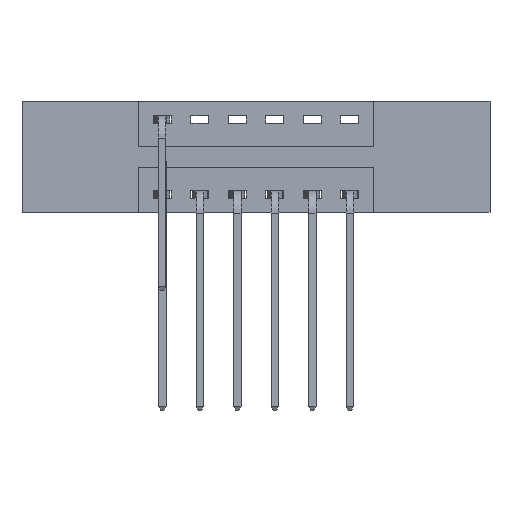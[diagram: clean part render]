
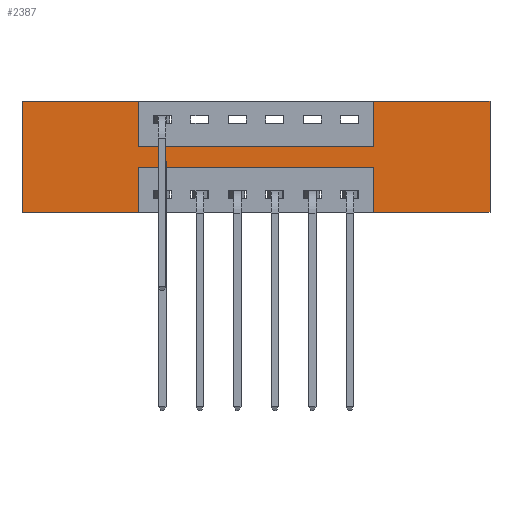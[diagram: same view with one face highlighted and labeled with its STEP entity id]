
A CAD part, front view. The second image highlights one B-rep face of the part: STEP entity #2387.
In plain terms, the highlighted planar face has unit normal (0, -1, 0).
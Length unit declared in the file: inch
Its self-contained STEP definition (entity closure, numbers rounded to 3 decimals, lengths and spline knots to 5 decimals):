
#206 = EDGE_CURVE ( 'NONE', #7160, #7987, #3102, .T. ) ;
#216 = CARTESIAN_POINT ( 'NONE',  ( 0.3875, 0., -0.15 ) ) ;
#342 = LINE ( 'NONE', #2246, #2279 ) ;
#479 = ORIENTED_EDGE ( 'NONE', *, *, #6546, .F. ) ;
#534 = VECTOR ( 'NONE', #6417, 39.37008 ) ;
#588 = VERTEX_POINT ( 'NONE', #1501 ) ;
#735 = LINE ( 'NONE', #216, #6750 ) ;
#872 = EDGE_CURVE ( 'NONE', #4881, #9580, #6096, .T. ) ;
#1091 = EDGE_CURVE ( 'NONE', #2245, #6816, #4905, .T. ) ;
#1351 = CARTESIAN_POINT ( 'NONE',  ( 1.56, 0., 0. ) ) ;
#1403 = CARTESIAN_POINT ( 'NONE',  ( 1.1725, 0., -0.15 ) ) ;
#1409 = DIRECTION ( 'NONE',  ( 0., 0., 1. ) ) ;
#1501 = CARTESIAN_POINT ( 'NONE',  ( 0.3875, 0., -0.37 ) ) ;
#1545 = FACE_OUTER_BOUND ( 'NONE', #3897, .T. ) ;
#1632 = CARTESIAN_POINT ( 'NONE',  ( 0., 0., -0.37 ) ) ;
#1667 = DIRECTION ( 'NONE',  ( -1., 0., 0. ) ) ;
#1969 = CARTESIAN_POINT ( 'NONE',  ( 0.3875, 0., 0. ) ) ;
#2012 = VECTOR ( 'NONE', #6794, 39.37008 ) ;
#2245 = VERTEX_POINT ( 'NONE', #4067 ) ;
#2246 = CARTESIAN_POINT ( 'NONE',  ( 0.3875, 0., -0.22 ) ) ;
#2279 = VECTOR ( 'NONE', #8711, 39.37008 ) ;
#2387 = ADVANCED_FACE ( 'NONE', ( #1545 ), #9366, .T. ) ;
#2471 = CARTESIAN_POINT ( 'NONE',  ( 1.1725, 0., 0. ) ) ;
#2674 = EDGE_CURVE ( 'NONE', #7526, #7160, #6582, .T. ) ;
#2826 = CARTESIAN_POINT ( 'NONE',  ( 0., 0., 0. ) ) ;
#3067 = CARTESIAN_POINT ( 'NONE',  ( 1.56, 0., 0. ) ) ;
#3079 = VERTEX_POINT ( 'NONE', #10025 ) ;
#3102 = LINE ( 'NONE', #9684, #534 ) ;
#3138 = LINE ( 'NONE', #4807, #9182 ) ;
#3636 = ORIENTED_EDGE ( 'NONE', *, *, #8885, .F. ) ;
#3689 = CARTESIAN_POINT ( 'NONE',  ( 0.3875, 0., 0. ) ) ;
#3700 = CARTESIAN_POINT ( 'NONE',  ( 1.1725, 0., -0.37 ) ) ;
#3897 = EDGE_LOOP ( 'NONE', ( #6740, #3636, #10047, #8984, #7573, #9941, #6304, #479, #4992, #9838, #3916, #8995 ) ) ;
#3916 = ORIENTED_EDGE ( 'NONE', *, *, #1091, .F. ) ;
#4067 = CARTESIAN_POINT ( 'NONE',  ( 0., 0., -0.37 ) ) ;
#4081 = VECTOR ( 'NONE', #9070, 39.37008 ) ;
#4322 = EDGE_CURVE ( 'NONE', #588, #2245, #6650, .T. ) ;
#4421 = LINE ( 'NONE', #1632, #10293 ) ;
#4665 = VECTOR ( 'NONE', #7348, 39.37008 ) ;
#4807 = CARTESIAN_POINT ( 'NONE',  ( 0.3875, 0., -0.37 ) ) ;
#4881 = VERTEX_POINT ( 'NONE', #1969 ) ;
#4905 = LINE ( 'NONE', #6978, #6910 ) ;
#4992 = ORIENTED_EDGE ( 'NONE', *, *, #872, .F. ) ;
#5235 = DIRECTION ( 'NONE',  ( 0., 0., 1. ) ) ;
#5398 = CARTESIAN_POINT ( 'NONE',  ( 1.1725, 0., -0.22 ) ) ;
#5586 = VECTOR ( 'NONE', #10128, 39.37008 ) ;
#5752 = DIRECTION ( 'NONE',  ( 0., 0., 1. ) ) ;
#5926 = VERTEX_POINT ( 'NONE', #9318 ) ;
#6073 = VERTEX_POINT ( 'NONE', #8669 ) ;
#6096 = LINE ( 'NONE', #3689, #4081 ) ;
#6304 = ORIENTED_EDGE ( 'NONE', *, *, #2674, .F. ) ;
#6327 = EDGE_CURVE ( 'NONE', #3079, #6073, #4421, .T. ) ;
#6417 = DIRECTION ( 'NONE',  ( 1., 0., 0. ) ) ;
#6546 = EDGE_CURVE ( 'NONE', #9580, #7526, #735, .T. ) ;
#6582 = LINE ( 'NONE', #2471, #8696 ) ;
#6650 = LINE ( 'NONE', #7533, #4665 ) ;
#6734 = EDGE_CURVE ( 'NONE', #7987, #3079, #9714, .T. ) ;
#6740 = ORIENTED_EDGE ( 'NONE', *, *, #8474, .F. ) ;
#6750 = VECTOR ( 'NONE', #7505, 39.37008 ) ;
#6794 = DIRECTION ( 'NONE',  ( 1., 0., 0. ) ) ;
#6816 = VERTEX_POINT ( 'NONE', #10191 ) ;
#6910 = VECTOR ( 'NONE', #1409, 39.37008 ) ;
#6978 = CARTESIAN_POINT ( 'NONE',  ( 0., 0., 0. ) ) ;
#7160 = VERTEX_POINT ( 'NONE', #8967 ) ;
#7215 = VECTOR ( 'NONE', #5235, 39.37008 ) ;
#7326 = VERTEX_POINT ( 'NONE', #5398 ) ;
#7328 = CARTESIAN_POINT ( 'NONE',  ( 0., 0., -0.37 ) ) ;
#7348 = DIRECTION ( 'NONE',  ( -1., 0., 0. ) ) ;
#7505 = DIRECTION ( 'NONE',  ( 1., 0., 0. ) ) ;
#7526 = VERTEX_POINT ( 'NONE', #1403 ) ;
#7533 = CARTESIAN_POINT ( 'NONE',  ( 0., 0., -0.37 ) ) ;
#7573 = ORIENTED_EDGE ( 'NONE', *, *, #6734, .F. ) ;
#7863 = EDGE_CURVE ( 'NONE', #6816, #4881, #10266, .T. ) ;
#7901 = DIRECTION ( 'NONE',  ( 0., -1., 0. ) ) ;
#7987 = VERTEX_POINT ( 'NONE', #3067 ) ;
#8196 = DIRECTION ( 'NONE',  ( 0., 0., -1. ) ) ;
#8227 = AXIS2_PLACEMENT_3D ( 'NONE', #7328, #7901, #8196 ) ;
#8474 = EDGE_CURVE ( 'NONE', #5926, #588, #3138, .T. ) ;
#8669 = CARTESIAN_POINT ( 'NONE',  ( 1.1725, 0., -0.37 ) ) ;
#8696 = VECTOR ( 'NONE', #5752, 39.37008 ) ;
#8698 = EDGE_CURVE ( 'NONE', #6073, #7326, #9828, .T. ) ;
#8711 = DIRECTION ( 'NONE',  ( -1., 0., 0. ) ) ;
#8885 = EDGE_CURVE ( 'NONE', #7326, #5926, #342, .T. ) ;
#8967 = CARTESIAN_POINT ( 'NONE',  ( 1.1725, 0., 0. ) ) ;
#8984 = ORIENTED_EDGE ( 'NONE', *, *, #6327, .F. ) ;
#8995 = ORIENTED_EDGE ( 'NONE', *, *, #4322, .F. ) ;
#9070 = DIRECTION ( 'NONE',  ( 0., 0., -1. ) ) ;
#9182 = VECTOR ( 'NONE', #9441, 39.37008 ) ;
#9318 = CARTESIAN_POINT ( 'NONE',  ( 0.3875, 0., -0.22 ) ) ;
#9366 = PLANE ( 'NONE',  #8227 ) ;
#9441 = DIRECTION ( 'NONE',  ( 0., 0., -1. ) ) ;
#9580 = VERTEX_POINT ( 'NONE', #10134 ) ;
#9684 = CARTESIAN_POINT ( 'NONE',  ( 0., 0., 0. ) ) ;
#9714 = LINE ( 'NONE', #1351, #5586 ) ;
#9828 = LINE ( 'NONE', #3700, #7215 ) ;
#9838 = ORIENTED_EDGE ( 'NONE', *, *, #7863, .F. ) ;
#9941 = ORIENTED_EDGE ( 'NONE', *, *, #206, .F. ) ;
#10025 = CARTESIAN_POINT ( 'NONE',  ( 1.56, 0., -0.37 ) ) ;
#10047 = ORIENTED_EDGE ( 'NONE', *, *, #8698, .F. ) ;
#10128 = DIRECTION ( 'NONE',  ( 0., 0., -1. ) ) ;
#10134 = CARTESIAN_POINT ( 'NONE',  ( 0.3875, 0., -0.15 ) ) ;
#10191 = CARTESIAN_POINT ( 'NONE',  ( 0., 0., 0. ) ) ;
#10266 = LINE ( 'NONE', #2826, #2012 ) ;
#10293 = VECTOR ( 'NONE', #1667, 39.37008 ) ;
